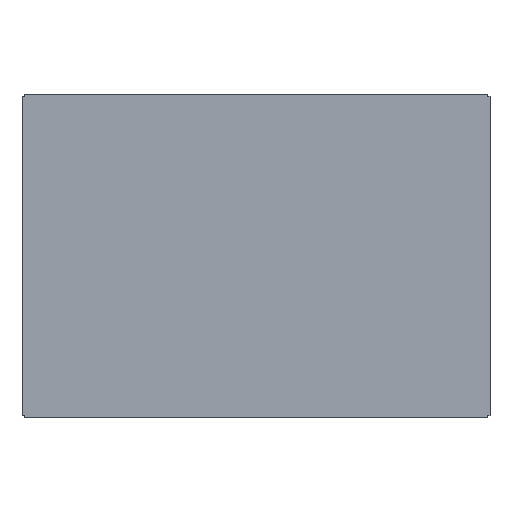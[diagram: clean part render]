
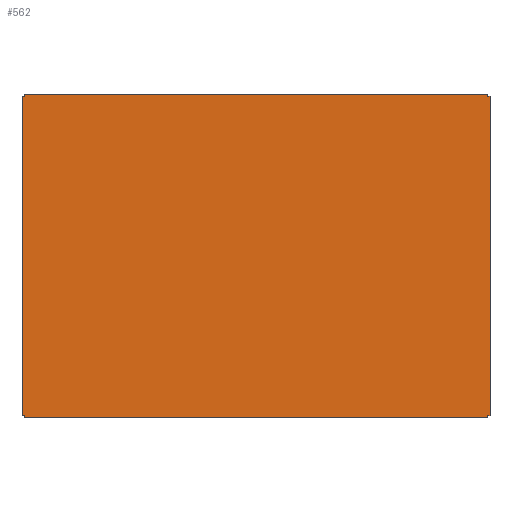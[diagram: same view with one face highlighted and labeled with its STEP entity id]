
A CAD part, front view. The second image highlights one B-rep face of the part: STEP entity #562.
In plain terms, the highlighted planar face has unit normal (0, -1, 0).
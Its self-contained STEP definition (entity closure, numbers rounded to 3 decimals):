
#29 = ORIENTED_EDGE ( 'NONE', *, *, #513, .T. ) ;
#40 = DIRECTION ( 'NONE',  ( 1., 0., 0. ) ) ;
#64 = CARTESIAN_POINT ( 'NONE',  ( 0., 0., -144.998 ) ) ;
#65 = VERTEX_POINT ( 'NONE', #290 ) ;
#107 = CARTESIAN_POINT ( 'NONE',  ( -210.498, 0., -144.998 ) ) ;
#113 = CARTESIAN_POINT ( 'NONE',  ( 210.498, 0., 0. ) ) ;
#116 = CARTESIAN_POINT ( 'NONE',  ( -212.5, 0., -144.998 ) ) ;
#127 = ORIENTED_EDGE ( 'NONE', *, *, #267, .F. ) ;
#128 = DIRECTION ( 'NONE',  ( -1., 0., 0. ) ) ;
#135 = LINE ( 'NONE', #591, #1164 ) ;
#159 = VERTEX_POINT ( 'NONE', #487 ) ;
#189 = ORIENTED_EDGE ( 'NONE', *, *, #1887, .F. ) ;
#197 = CARTESIAN_POINT ( 'NONE',  ( 210.498, 0., -144.998 ) ) ;
#236 = DIRECTION ( 'NONE',  ( 0., 0., -1. ) ) ;
#238 = FACE_OUTER_BOUND ( 'NONE', #305, .T. ) ;
#254 = DIRECTION ( 'NONE',  ( 1., 0., 0. ) ) ;
#256 = CARTESIAN_POINT ( 'NONE',  ( 0., 0., 144.998 ) ) ;
#259 = ORIENTED_EDGE ( 'NONE', *, *, #1181, .F. ) ;
#267 = EDGE_CURVE ( 'NONE', #1013, #565, #1557, .T. ) ;
#287 = CARTESIAN_POINT ( 'NONE',  ( 0., 0., 144.998 ) ) ;
#290 = CARTESIAN_POINT ( 'NONE',  ( 212.5, 0., -144.998 ) ) ;
#305 = EDGE_LOOP ( 'NONE', ( #189, #1448, #360, #854, #1440, #259, #1589, #430, #29, #1477, #127, #1107 ) ) ;
#322 = DIRECTION ( 'NONE',  ( 0., 0., 1. ) ) ;
#336 = VERTEX_POINT ( 'NONE', #857 ) ;
#340 = VERTEX_POINT ( 'NONE', #1937 ) ;
#350 = CARTESIAN_POINT ( 'NONE',  ( 210.498, 0., 145. ) ) ;
#360 = ORIENTED_EDGE ( 'NONE', *, *, #1785, .T. ) ;
#382 = CARTESIAN_POINT ( 'NONE',  ( 212.5, 0., 0. ) ) ;
#401 = EDGE_CURVE ( 'NONE', #159, #1984, #1128, .T. ) ;
#416 = CARTESIAN_POINT ( 'NONE',  ( -210.498, 0., 0. ) ) ;
#430 = ORIENTED_EDGE ( 'NONE', *, *, #1760, .F. ) ;
#487 = CARTESIAN_POINT ( 'NONE',  ( -210.498, 0., 147. ) ) ;
#498 = DIRECTION ( 'NONE',  ( 0., 0., -1. ) ) ;
#513 = EDGE_CURVE ( 'NONE', #336, #696, #1530, .T. ) ;
#527 = EDGE_CURVE ( 'NONE', #1013, #340, #763, .T. ) ;
#562 = ADVANCED_FACE ( 'NONE', ( #238 ), #1341, .F. ) ;
#565 = VERTEX_POINT ( 'NONE', #116 ) ;
#566 = CARTESIAN_POINT ( 'NONE',  ( 212.5, 0., 144.998 ) ) ;
#585 = CARTESIAN_POINT ( 'NONE',  ( 210.498, 0., 147. ) ) ;
#591 = CARTESIAN_POINT ( 'NONE',  ( -212.5, 0., 0. ) ) ;
#675 = VECTOR ( 'NONE', #1176, 1000. ) ;
#696 = VERTEX_POINT ( 'NONE', #1550 ) ;
#700 = EDGE_CURVE ( 'NONE', #565, #696, #135, .T. ) ;
#701 = DIRECTION ( 'NONE',  ( 1., 0., 0. ) ) ;
#715 = LINE ( 'NONE', #1209, #1463 ) ;
#750 = DIRECTION ( 'NONE',  ( 0., 0., 1. ) ) ;
#762 = VERTEX_POINT ( 'NONE', #197 ) ;
#763 = LINE ( 'NONE', #416, #675 ) ;
#776 = CARTESIAN_POINT ( 'NONE',  ( 789.502, 0., -144.998 ) ) ;
#788 = VECTOR ( 'NONE', #498, 1000. ) ;
#801 = LINE ( 'NONE', #350, #788 ) ;
#854 = ORIENTED_EDGE ( 'NONE', *, *, #1154, .T. ) ;
#857 = CARTESIAN_POINT ( 'NONE',  ( -210.498, 0., 144.998 ) ) ;
#867 = CARTESIAN_POINT ( 'NONE',  ( 210.498, 0., -147. ) ) ;
#891 = DIRECTION ( 'NONE',  ( 1., 0., 0. ) ) ;
#907 = LINE ( 'NONE', #113, #1268 ) ;
#1003 = VECTOR ( 'NONE', #128, 1000. ) ;
#1013 = VERTEX_POINT ( 'NONE', #107 ) ;
#1075 = VECTOR ( 'NONE', #1702, 1000. ) ;
#1107 = ORIENTED_EDGE ( 'NONE', *, *, #527, .T. ) ;
#1128 = LINE ( 'NONE', #1944, #2031 ) ;
#1138 = VECTOR ( 'NONE', #701, 1000. ) ;
#1141 = VERTEX_POINT ( 'NONE', #867 ) ;
#1154 = EDGE_CURVE ( 'NONE', #65, #1665, #1759, .T. ) ;
#1164 = VECTOR ( 'NONE', #1219, 1000. ) ;
#1176 = DIRECTION ( 'NONE',  ( 0., 0., -1. ) ) ;
#1181 = EDGE_CURVE ( 'NONE', #1984, #1645, #801, .T. ) ;
#1209 = CARTESIAN_POINT ( 'NONE',  ( -210.498, 0., 0. ) ) ;
#1219 = DIRECTION ( 'NONE',  ( 0., 0., 1. ) ) ;
#1267 = AXIS2_PLACEMENT_3D ( 'NONE', #1823, #1362, #254 ) ;
#1268 = VECTOR ( 'NONE', #236, 1000. ) ;
#1280 = CARTESIAN_POINT ( 'NONE',  ( 210.498, 0., 144.998 ) ) ;
#1300 = VECTOR ( 'NONE', #322, 1000. ) ;
#1341 = PLANE ( 'NONE',  #1267 ) ;
#1346 = EDGE_CURVE ( 'NONE', #1645, #1665, #1825, .T. ) ;
#1362 = DIRECTION ( 'NONE',  ( 0., 1., 0. ) ) ;
#1399 = DIRECTION ( 'NONE',  ( -1., 0., 0. ) ) ;
#1440 = ORIENTED_EDGE ( 'NONE', *, *, #1346, .F. ) ;
#1448 = ORIENTED_EDGE ( 'NONE', *, *, #1733, .F. ) ;
#1463 = VECTOR ( 'NONE', #750, 1000. ) ;
#1477 = ORIENTED_EDGE ( 'NONE', *, *, #700, .F. ) ;
#1530 = LINE ( 'NONE', #287, #1003 ) ;
#1542 = CARTESIAN_POINT ( 'NONE',  ( 0., 0., -147. ) ) ;
#1550 = CARTESIAN_POINT ( 'NONE',  ( -212.5, 0., 144.998 ) ) ;
#1557 = LINE ( 'NONE', #776, #1867 ) ;
#1589 = ORIENTED_EDGE ( 'NONE', *, *, #401, .F. ) ;
#1645 = VERTEX_POINT ( 'NONE', #1280 ) ;
#1646 = LINE ( 'NONE', #64, #1138 ) ;
#1665 = VERTEX_POINT ( 'NONE', #566 ) ;
#1702 = DIRECTION ( 'NONE',  ( -1., 0., 0. ) ) ;
#1733 = EDGE_CURVE ( 'NONE', #762, #1141, #907, .T. ) ;
#1759 = LINE ( 'NONE', #382, #1300 ) ;
#1760 = EDGE_CURVE ( 'NONE', #336, #159, #715, .T. ) ;
#1785 = EDGE_CURVE ( 'NONE', #762, #65, #1646, .T. ) ;
#1823 = CARTESIAN_POINT ( 'NONE',  ( 0., 0., 0. ) ) ;
#1825 = LINE ( 'NONE', #256, #2000 ) ;
#1867 = VECTOR ( 'NONE', #1399, 1000. ) ;
#1887 = EDGE_CURVE ( 'NONE', #1141, #340, #2029, .T. ) ;
#1937 = CARTESIAN_POINT ( 'NONE',  ( -210.498, 0., -147. ) ) ;
#1944 = CARTESIAN_POINT ( 'NONE',  ( 0., 0., 147. ) ) ;
#1984 = VERTEX_POINT ( 'NONE', #585 ) ;
#2000 = VECTOR ( 'NONE', #891, 1000. ) ;
#2029 = LINE ( 'NONE', #1542, #1075 ) ;
#2031 = VECTOR ( 'NONE', #40, 1000. ) ;
